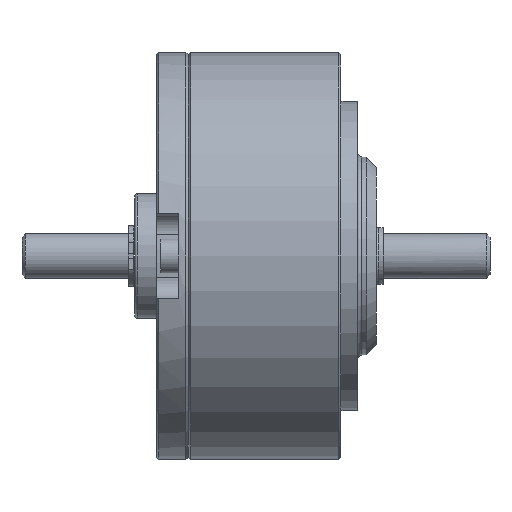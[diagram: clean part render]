
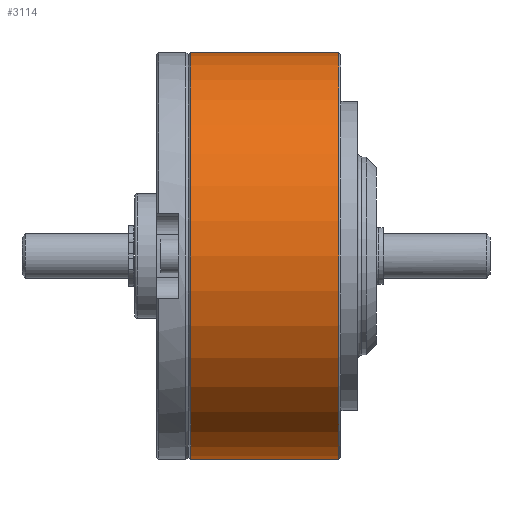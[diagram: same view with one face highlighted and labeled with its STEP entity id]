
A CAD part, front view. The second image highlights one B-rep face of the part: STEP entity #3114.
In plain terms, the highlighted cylindrical face has radius 22.86 mm (diameter 45.72 mm), a partial arc.
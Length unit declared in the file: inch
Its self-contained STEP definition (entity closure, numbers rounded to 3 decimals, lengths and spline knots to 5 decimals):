
#62 = CARTESIAN_POINT ( 'NONE',  ( 0.14, 0., -0.9 ) ) ;
#78 = DIRECTION ( 'NONE',  ( -1., 0., 0. ) ) ;
#83 = ORIENTED_EDGE ( 'NONE', *, *, #3144, .T. ) ;
#109 = ORIENTED_EDGE ( 'NONE', *, *, #5970, .T. ) ;
#1153 = LINE ( 'NONE', #2447, #1161 ) ;
#1161 = VECTOR ( 'NONE', #2478, 39.37008 ) ;
#1191 = CYLINDRICAL_SURFACE ( 'NONE', #8953, 0.9 ) ;
#1259 = FACE_OUTER_BOUND ( 'NONE', #2387, .T. ) ;
#1550 = DIRECTION ( 'NONE',  ( 1., 0., 0. ) ) ;
#2132 = DIRECTION ( 'NONE',  ( 0., 0., -1. ) ) ;
#2268 = CARTESIAN_POINT ( 'NONE',  ( 0.15, 0., 0. ) ) ;
#2387 = EDGE_LOOP ( 'NONE', ( #9188, #9195, #83, #109 ) ) ;
#2447 = CARTESIAN_POINT ( 'NONE',  ( 0.14, 0., 0.9 ) ) ;
#2478 = DIRECTION ( 'NONE',  ( -1., 0., 0. ) ) ;
#2612 = DIRECTION ( 'NONE',  ( -1., 0., 0. ) ) ;
#2643 = CARTESIAN_POINT ( 'NONE',  ( 0.14, 0., 0. ) ) ;
#2713 = DIRECTION ( 'NONE',  ( 0., 0., 1. ) ) ;
#3114 = ADVANCED_FACE ( 'NONE', ( #1259 ), #1191, .T. ) ;
#3144 = EDGE_CURVE ( 'NONE', #6319, #6511, #1153, .T. ) ;
#3790 = AXIS2_PLACEMENT_3D ( 'NONE', #8350, #8342, #8330 ) ;
#3977 = VECTOR ( 'NONE', #78, 39.37008 ) ;
#4022 = LINE ( 'NONE', #62, #3977 ) ;
#4038 = AXIS2_PLACEMENT_3D ( 'NONE', #2268, #1550, #2132 ) ;
#5784 = CIRCLE ( 'NONE', #3790, 0.9 ) ;
#5970 = EDGE_CURVE ( 'NONE', #6511, #6482, #6238, .T. ) ;
#6238 = CIRCLE ( 'NONE', #4038, 0.9 ) ;
#6319 = VERTEX_POINT ( 'NONE', #8970 ) ;
#6335 = VERTEX_POINT ( 'NONE', #8949 ) ;
#6482 = VERTEX_POINT ( 'NONE', #8583 ) ;
#6511 = VERTEX_POINT ( 'NONE', #8501 ) ;
#6535 = EDGE_CURVE ( 'NONE', #6335, #6319, #5784, .T. ) ;
#8330 = DIRECTION ( 'NONE',  ( 0., 0., 1. ) ) ;
#8342 = DIRECTION ( 'NONE',  ( -1., 0., 0. ) ) ;
#8350 = CARTESIAN_POINT ( 'NONE',  ( 0.805, 0., 0. ) ) ;
#8501 = CARTESIAN_POINT ( 'NONE',  ( 0.15, 0., 0.9 ) ) ;
#8583 = CARTESIAN_POINT ( 'NONE',  ( 0.15, 0., -0.9 ) ) ;
#8949 = CARTESIAN_POINT ( 'NONE',  ( 0.805, 0., -0.9 ) ) ;
#8953 = AXIS2_PLACEMENT_3D ( 'NONE', #2643, #2612, #2713 ) ;
#8970 = CARTESIAN_POINT ( 'NONE',  ( 0.805, 0., 0.9 ) ) ;
#9185 = EDGE_CURVE ( 'NONE', #6335, #6482, #4022, .T. ) ;
#9188 = ORIENTED_EDGE ( 'NONE', *, *, #9185, .F. ) ;
#9195 = ORIENTED_EDGE ( 'NONE', *, *, #6535, .T. ) ;
